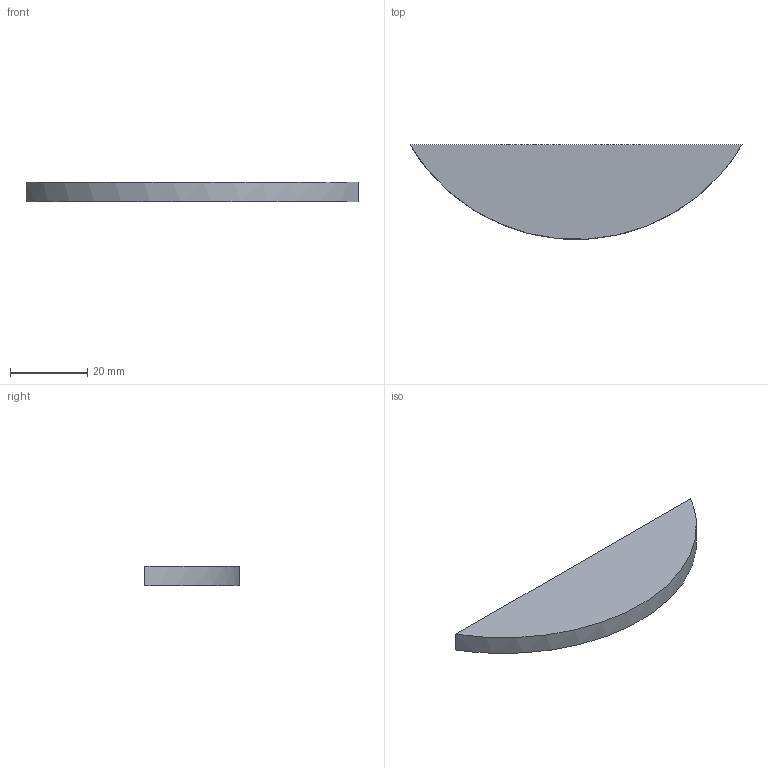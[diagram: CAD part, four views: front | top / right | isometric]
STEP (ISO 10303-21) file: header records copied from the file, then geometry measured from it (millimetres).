
FILE_DESCRIPTION (( 'STEP AP203' ), '1' );
FILE_NAME ('M5 - erp33360_KMK 226.IGS_Default_sldprt.STEP', '2023-01-17T08:12:30', ( '' ), ( '' ), 'SwSTEP 2.0', 'SolidWorks 2019', '' );
FILE_SCHEMA (( 'CONFIG_CONTROL_DESIGN' ));
Length unit declared in the file: millimetre
Products named in the file (1): M5 - erp33360_KMK 226.IGS_Default_sldprt
Bounding box: 86.05 x 24.43 x 5 mm (x, y, z)
Volume: 7471.8 mm3; surface area: 3937.1 mm2
Topology: 1 solids, 1 shells, 4 faces, 6 edges, 4 vertices
Faces by surface type: bspline 4
Entity records: 228 total; most frequent: CARTESIAN_POINT 101, ORIENTED_EDGE 12, PERSON_AND_ORGANIZATION 8, EDGE_CURVE 6, B_SPLINE_CURVE_WITH_KNOTS 6, CC_DESIGN_PERSON_AND_ORGANIZATION_ASSIGNMENT 5, COORDINATED_UNIVERSAL_TIME_OFFSET 5, PERSON_AND_ORGANIZATION_ROLE 5
